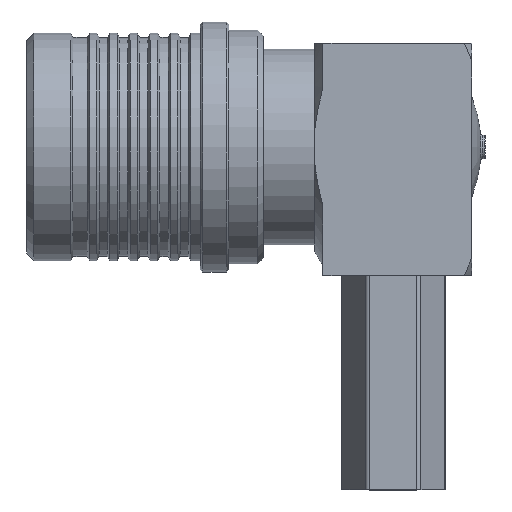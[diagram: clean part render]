
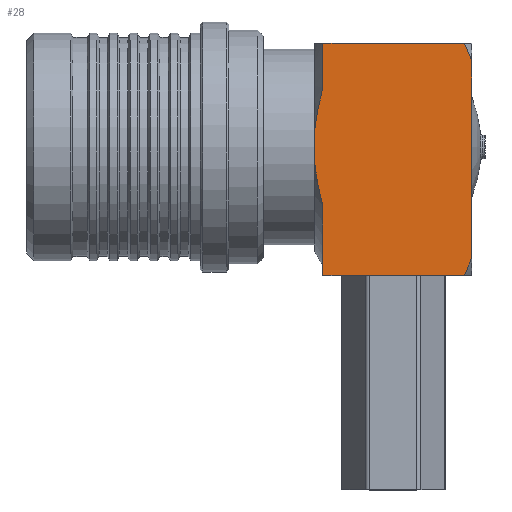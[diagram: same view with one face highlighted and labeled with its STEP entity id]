
A CAD part, top view. The second image highlights one B-rep face of the part: STEP entity #28.
In plain terms, the highlighted planar face has unit normal (0, 0, 1).
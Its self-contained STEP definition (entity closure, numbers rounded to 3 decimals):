
#28 = ADVANCED_FACE ( 'NONE', ( #1256 ), #304, .T. ) ;
#31 = EDGE_CURVE ( 'NONE', #1191, #1183, #1255, .T. ) ;
#32 = EDGE_CURVE ( 'NONE', #876, #901, #1253, .T. ) ;
#43 = EDGE_CURVE ( 'NONE', #955, #956, #1247, .T. ) ;
#103 = B_SPLINE_CURVE_WITH_KNOTS ( 'NONE', 3,
 ( #2012, #2019, #2021, #2024 ),
 .UNSPECIFIED., .F., .F.,
 ( 4, 4 ),
 ( 0., 0.002 ),
 .UNSPECIFIED. ) ;
#105 = B_SPLINE_CURVE_WITH_KNOTS ( 'NONE', 3,
 ( #2038, #2040, #2042, #2043 ),
 .UNSPECIFIED., .F., .F.,
 ( 4, 4 ),
 ( 0., 0.002 ),
 .UNSPECIFIED. ) ;
#109 = B_SPLINE_CURVE_WITH_KNOTS ( 'NONE', 3,
 ( #1289, #1294, #1298, #1306 ),
 .UNSPECIFIED., .F., .F.,
 ( 4, 4 ),
 ( 0., 0.001 ),
 .UNSPECIFIED. ) ;
#111 = B_SPLINE_CURVE_WITH_KNOTS ( 'NONE', 3,
 ( #458, #459, #460, #462 ),
 .UNSPECIFIED., .F., .F.,
 ( 4, 4 ),
 ( 0., 0.001 ),
 .UNSPECIFIED. ) ;
#158 = AXIS2_PLACEMENT_3D ( 'NONE', #303, #302, #301 ) ;
#262 = DIRECTION ( 'NONE',  ( 0., -1., 0. ) ) ;
#263 = CARTESIAN_POINT ( 'NONE',  ( 2.45, -0.525, 4.35 ) ) ;
#291 = DIRECTION ( 'NONE',  ( 0., 1., 0. ) ) ;
#292 = CARTESIAN_POINT ( 'NONE',  ( 8.7, -0.525, 4.35 ) ) ;
#293 = DIRECTION ( 'NONE',  ( 1., 0., 0. ) ) ;
#294 = CARTESIAN_POINT ( 'NONE',  ( 5.4, -5.4, 4.35 ) ) ;
#301 = DIRECTION ( 'NONE',  ( 0., -1., 0. ) ) ;
#302 = DIRECTION ( 'NONE',  ( 0., 0., 1. ) ) ;
#303 = CARTESIAN_POINT ( 'NONE',  ( 2.1, 4.35, 4.35 ) ) ;
#304 = PLANE ( 'NONE',  #158 ) ;
#352 = EDGE_CURVE ( 'NONE', #901, #872, #111, .T. ) ;
#458 = CARTESIAN_POINT ( 'NONE',  ( 8.7, 3.607, 4.35 ) ) ;
#459 = CARTESIAN_POINT ( 'NONE',  ( 8.601, 3.857, 4.35 ) ) ;
#460 = CARTESIAN_POINT ( 'NONE',  ( 8.498, 4.104, 4.35 ) ) ;
#462 = CARTESIAN_POINT ( 'NONE',  ( 8.392, 4.35, 4.35 ) ) ;
#479 = CARTESIAN_POINT ( 'NONE',  ( 2.1, -0.661, 4.35 ) ) ;
#480 = CARTESIAN_POINT ( 'NONE',  ( 8.392, 4.35, 4.35 ) ) ;
#481 = CARTESIAN_POINT ( 'NONE',  ( 8.7, -4.657, 4.35 ) ) ;
#484 = CARTESIAN_POINT ( 'NONE',  ( 2.1, 0.661, 4.35 ) ) ;
#488 = CARTESIAN_POINT ( 'NONE',  ( 8.7, 3.607, 4.35 ) ) ;
#496 = CARTESIAN_POINT ( 'NONE',  ( 2.45, 4.35, 4.35 ) ) ;
#497 = CARTESIAN_POINT ( 'NONE',  ( 2.45, 2.478, 4.35 ) ) ;
#532 = CARTESIAN_POINT ( 'NONE',  ( 2.45, -2.478, 4.35 ) ) ;
#534 = CARTESIAN_POINT ( 'NONE',  ( 8.392, -5.4, 4.35 ) ) ;
#536 = CARTESIAN_POINT ( 'NONE',  ( 2.45, -5.4, 4.35 ) ) ;
#796 = VERTEX_POINT ( 'NONE', #479 ) ;
#872 = VERTEX_POINT ( 'NONE', #480 ) ;
#876 = VERTEX_POINT ( 'NONE', #481 ) ;
#891 = VERTEX_POINT ( 'NONE', #484 ) ;
#901 = VERTEX_POINT ( 'NONE', #488 ) ;
#955 = VERTEX_POINT ( 'NONE', #496 ) ;
#956 = VERTEX_POINT ( 'NONE', #497 ) ;
#1085 = EDGE_LOOP ( 'NONE', ( #2872, #2873, #2876, #2870, #2877, #2880, #2878, #2881, #2879, #2882 ) ) ;
#1164 = LINE ( 'NONE', #1902, #2570 ) ;
#1182 = VERTEX_POINT ( 'NONE', #532 ) ;
#1183 = VERTEX_POINT ( 'NONE', #534 ) ;
#1191 = VERTEX_POINT ( 'NONE', #536 ) ;
#1198 = LINE ( 'NONE', #2035, #2586 ) ;
#1199 = LINE ( 'NONE', #2044, #2970 ) ;
#1247 = LINE ( 'NONE', #263, #1885 ) ;
#1253 = LINE ( 'NONE', #292, #1900 ) ;
#1255 = LINE ( 'NONE', #294, #1901 ) ;
#1256 = FACE_OUTER_BOUND ( 'NONE', #1085, .T. ) ;
#1289 = CARTESIAN_POINT ( 'NONE',  ( 8.392, -5.4, 4.35 ) ) ;
#1294 = CARTESIAN_POINT ( 'NONE',  ( 8.498, -5.154, 4.35 ) ) ;
#1298 = CARTESIAN_POINT ( 'NONE',  ( 8.601, -4.907, 4.35 ) ) ;
#1306 = CARTESIAN_POINT ( 'NONE',  ( 8.7, -4.657, 4.35 ) ) ;
#1412 = EDGE_CURVE ( 'NONE', #1183, #876, #109, .T. ) ;
#1661 = EDGE_CURVE ( 'NONE', #872, #955, #1164, .T. ) ;
#1666 = EDGE_CURVE ( 'NONE', #956, #891, #103, .T. ) ;
#1667 = EDGE_CURVE ( 'NONE', #891, #796, #1198, .T. ) ;
#1668 = EDGE_CURVE ( 'NONE', #796, #1182, #105, .T. ) ;
#1669 = EDGE_CURVE ( 'NONE', #1191, #1182, #1199, .T. ) ;
#1885 = VECTOR ( 'NONE', #262, 1000. ) ;
#1900 = VECTOR ( 'NONE', #291, 1000. ) ;
#1901 = VECTOR ( 'NONE', #293, 1000. ) ;
#1902 = CARTESIAN_POINT ( 'NONE',  ( 5.4, 4.35, 4.35 ) ) ;
#1949 = DIRECTION ( 'NONE',  ( -1., 0., 0. ) ) ;
#2012 = CARTESIAN_POINT ( 'NONE',  ( 2.45, 2.478, 4.35 ) ) ;
#2019 = CARTESIAN_POINT ( 'NONE',  ( 2.28, 1.883, 4.35 ) ) ;
#2021 = CARTESIAN_POINT ( 'NONE',  ( 2.154, 1.279, 4.35 ) ) ;
#2024 = CARTESIAN_POINT ( 'NONE',  ( 2.1, 0.661, 4.35 ) ) ;
#2035 = CARTESIAN_POINT ( 'NONE',  ( 2.1, -0.525, 4.35 ) ) ;
#2036 = DIRECTION ( 'NONE',  ( 0., -1., 0. ) ) ;
#2038 = CARTESIAN_POINT ( 'NONE',  ( 2.1, -0.661, 4.35 ) ) ;
#2040 = CARTESIAN_POINT ( 'NONE',  ( 2.154, -1.279, 4.35 ) ) ;
#2042 = CARTESIAN_POINT ( 'NONE',  ( 2.28, -1.883, 4.35 ) ) ;
#2043 = CARTESIAN_POINT ( 'NONE',  ( 2.45, -2.478, 4.35 ) ) ;
#2044 = CARTESIAN_POINT ( 'NONE',  ( 2.45, -3.93, 4.35 ) ) ;
#2045 = DIRECTION ( 'NONE',  ( 0., 1., 0. ) ) ;
#2570 = VECTOR ( 'NONE', #1949, 1000. ) ;
#2586 = VECTOR ( 'NONE', #2036, 1000. ) ;
#2870 = ORIENTED_EDGE ( 'NONE', *, *, #1661, .T. ) ;
#2872 = ORIENTED_EDGE ( 'NONE', *, *, #1412, .T. ) ;
#2873 = ORIENTED_EDGE ( 'NONE', *, *, #32, .T. ) ;
#2876 = ORIENTED_EDGE ( 'NONE', *, *, #352, .T. ) ;
#2877 = ORIENTED_EDGE ( 'NONE', *, *, #43, .T. ) ;
#2878 = ORIENTED_EDGE ( 'NONE', *, *, #1667, .T. ) ;
#2879 = ORIENTED_EDGE ( 'NONE', *, *, #1669, .F. ) ;
#2880 = ORIENTED_EDGE ( 'NONE', *, *, #1666, .T. ) ;
#2881 = ORIENTED_EDGE ( 'NONE', *, *, #1668, .T. ) ;
#2882 = ORIENTED_EDGE ( 'NONE', *, *, #31, .T. ) ;
#2970 = VECTOR ( 'NONE', #2045, 1000. ) ;
